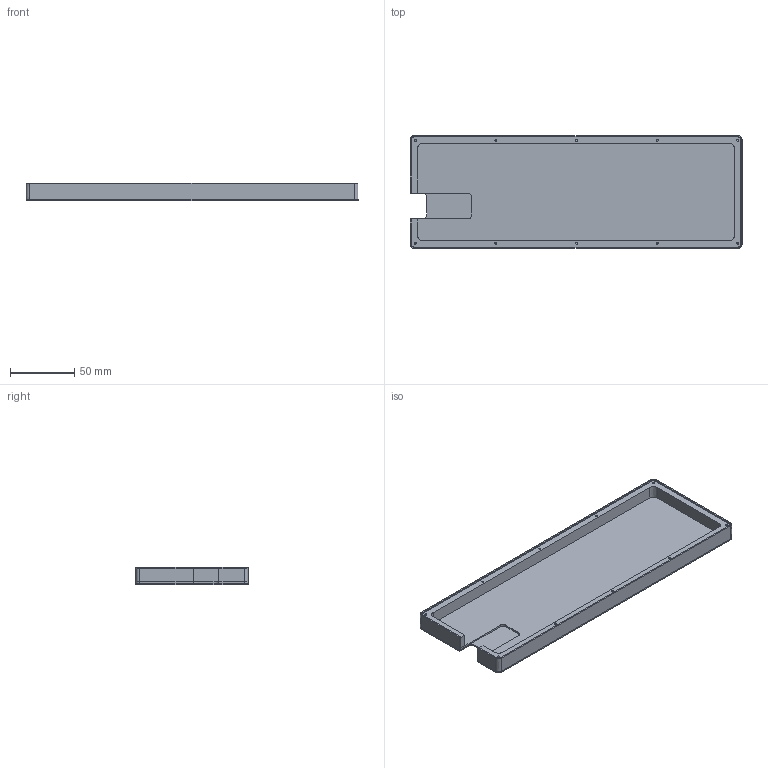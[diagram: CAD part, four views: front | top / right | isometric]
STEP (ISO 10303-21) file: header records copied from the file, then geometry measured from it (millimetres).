
FILE_DESCRIPTION(('Open CASCADE Model'),'2;1');
FILE_NAME('Open CASCADE Shape Model','2019-05-20T19:44:23',('Author'),( 'Open CASCADE'),'Open CASCADE STEP processor 7.1','Open CASCADE 7.1' ,'Unknown');
FILE_SCHEMA(('AUTOMOTIVE_DESIGN { 1 0 10303 214 1 1 1 1 }'));
Length unit declared in the file: millimetre
Products named in the file (1): Open CASCADE STEP translator 7.1 1
Bounding box: 259 x 88 x 13.5 mm (x, y, z)
Volume: 94805.5 mm3; surface area: 76921.3 mm2
Topology: 1 solids, 1 shells, 94 faces, 268 edges, 178 vertices
Faces by surface type: extrusion 68, cylinder 10, cone 10, plane 6
Full cylindrical faces by diameter (mm): 1.6 x10
Entity records: 6138 total; most frequent: CARTESIAN_POINT 1615, DIRECTION 616, ORIENTED_EDGE 516, PCURVE 516, DEFINITIONAL_REPRESENTATION 516, VECTOR 502, LINE 434, EDGE_CURVE 258
